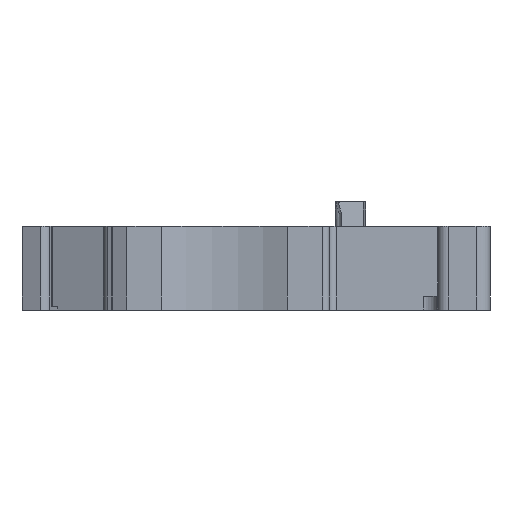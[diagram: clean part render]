
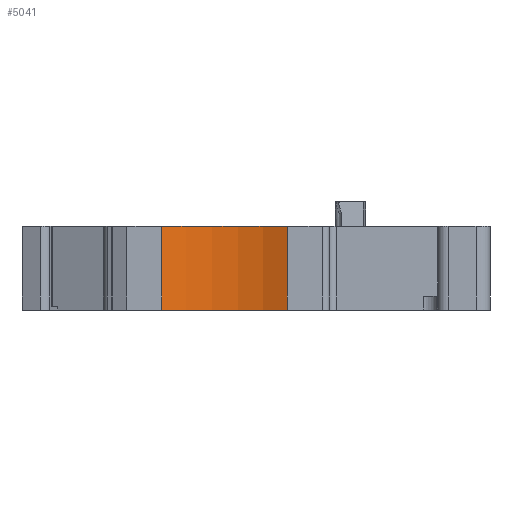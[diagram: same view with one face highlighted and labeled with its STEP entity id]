
A CAD part, left-side view. The second image highlights one B-rep face of the part: STEP entity #5041.
In plain terms, the highlighted cylindrical face has radius 10.625 mm (diameter 21.25 mm), a partial arc.
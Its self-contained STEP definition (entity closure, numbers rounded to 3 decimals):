
#87=CYLINDRICAL_SURFACE('',#5453,10.625);
#159=CIRCLE('',#5290,10.625);
#242=CIRCLE('',#5424,10.625);
#828=ORIENTED_EDGE('',*,*,#1871,.F.);
#829=ORIENTED_EDGE('',*,*,#2249,.F.);
#830=ORIENTED_EDGE('',*,*,#2193,.T.);
#831=ORIENTED_EDGE('',*,*,#2250,.T.);
#1871=EDGE_CURVE('',#2629,#2630,#159,.T.);
#2193=EDGE_CURVE('',#2896,#2895,#242,.T.);
#2249=EDGE_CURVE('',#2896,#2629,#3377,.T.);
#2250=EDGE_CURVE('',#2895,#2630,#3378,.T.);
#2629=VERTEX_POINT('',#7300);
#2630=VERTEX_POINT('',#7302);
#2895=VERTEX_POINT('',#7960);
#2896=VERTEX_POINT('',#7962);
#3377=LINE('',#8068,#3946);
#3378=LINE('',#8070,#3947);
#3946=VECTOR('',#6395,1000.);
#3947=VECTOR('',#6398,1000.);
#4274=EDGE_LOOP('',(#828,#829,#830,#831));
#4565=FACE_BOUND('',#4274,.T.);
#5041=ADVANCED_FACE('',(#4565),#87,.F.);
#5290=AXIS2_PLACEMENT_3D('',#7301,#5807,#5808);
#5424=AXIS2_PLACEMENT_3D('',#7961,#6307,#6308);
#5453=AXIS2_PLACEMENT_3D('',#8069,#6396,#6397);
#5807=DIRECTION('',(0.,0.,1.));
#5808=DIRECTION('',(-1.,0.,0.));
#6307=DIRECTION('',(0.,0.,1.));
#6308=DIRECTION('',(-1.,0.,0.));
#6395=DIRECTION('',(0.,0.,-1.));
#6396=DIRECTION('',(0.,0.,-1.));
#6397=DIRECTION('',(-1.,0.,0.));
#6398=DIRECTION('',(0.,0.,-1.));
#7300=CARTESIAN_POINT('',(-29.5,-2.25,0.));
#7301=CARTESIAN_POINT('',(-39.125,2.25,0.));
#7302=CARTESIAN_POINT('',(-29.5,6.75,0.));
#7960=CARTESIAN_POINT('',(-29.5,6.75,6.));
#7961=CARTESIAN_POINT('',(-39.125,2.25,6.));
#7962=CARTESIAN_POINT('',(-29.5,-2.25,6.));
#8068=CARTESIAN_POINT('',(-29.5,-2.25,6.));
#8069=CARTESIAN_POINT('',(-39.125,2.25,6.));
#8070=CARTESIAN_POINT('',(-29.5,6.75,6.));
